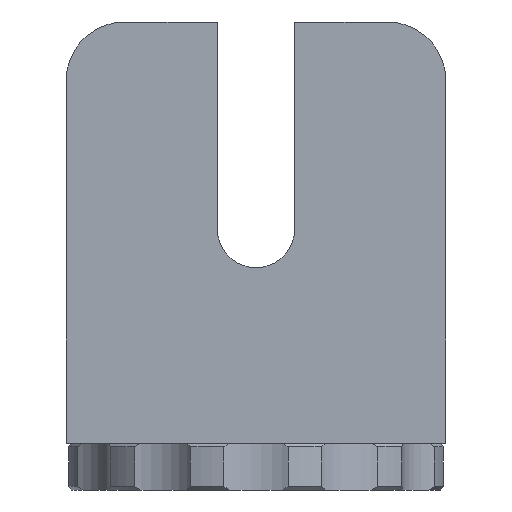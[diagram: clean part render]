
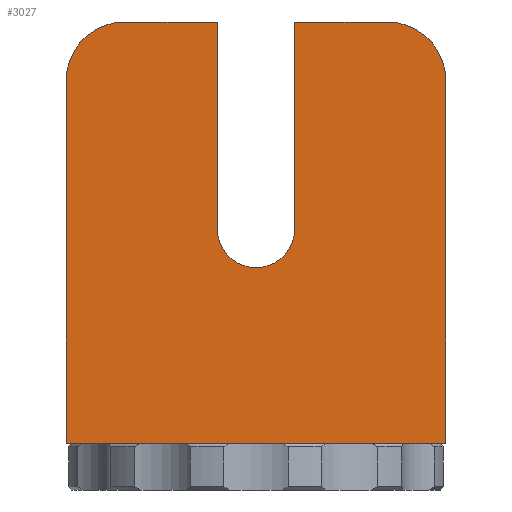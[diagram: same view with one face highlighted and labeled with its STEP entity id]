
A CAD part, front view. The second image highlights one B-rep face of the part: STEP entity #3027.
In plain terms, the highlighted planar face has unit normal (0, -1, 0).
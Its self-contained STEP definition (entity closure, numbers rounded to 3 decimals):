
#75 = CARTESIAN_POINT ( 'NONE',  ( -11.225, 0., 31. ) ) ;
#79 = CARTESIAN_POINT ( 'NONE',  ( -16.225, 0., 31. ) ) ;
#156 = EDGE_CURVE ( 'NONE', #1958, #2681, #4790, .T. ) ;
#178 = LINE ( 'NONE', #472, #3942 ) ;
#217 = ORIENTED_EDGE ( 'NONE', *, *, #1335, .F. ) ;
#236 = CARTESIAN_POINT ( 'NONE',  ( 16.225, 0., 36. ) ) ;
#249 = ORIENTED_EDGE ( 'NONE', *, *, #281, .F. ) ;
#273 = CARTESIAN_POINT ( 'NONE',  ( -16.225, 0., 36. ) ) ;
#281 = EDGE_CURVE ( 'NONE', #4905, #4220, #3476, .T. ) ;
#332 = DIRECTION ( 'NONE',  ( -1., 0., 0. ) ) ;
#351 = EDGE_CURVE ( 'NONE', #3604, #1625, #1090, .T. ) ;
#419 = ORIENTED_EDGE ( 'NONE', *, *, #351, .T. ) ;
#472 = CARTESIAN_POINT ( 'NONE',  ( -3.3, 0., 18.3 ) ) ;
#578 = CIRCLE ( 'NONE', #1582, 5. ) ;
#740 = DIRECTION ( 'NONE',  ( 0., -1., 0. ) ) ;
#784 = AXIS2_PLACEMENT_3D ( 'NONE', #75, #1964, #4657 ) ;
#794 = ORIENTED_EDGE ( 'NONE', *, *, #1882, .T. ) ;
#919 = ORIENTED_EDGE ( 'NONE', *, *, #2882, .T. ) ;
#960 = VECTOR ( 'NONE', #3122, 1000. ) ;
#964 = CARTESIAN_POINT ( 'NONE',  ( 16.225, 0., 0. ) ) ;
#1050 = ORIENTED_EDGE ( 'NONE', *, *, #4144, .T. ) ;
#1066 = DIRECTION ( 'NONE',  ( 0., 1., 0. ) ) ;
#1090 = CIRCLE ( 'NONE', #784, 5. ) ;
#1162 = CARTESIAN_POINT ( 'NONE',  ( 11.225, 0., 31. ) ) ;
#1193 = VERTEX_POINT ( 'NONE', #3880 ) ;
#1195 = EDGE_CURVE ( 'NONE', #1193, #3505, #3897, .T. ) ;
#1267 = EDGE_CURVE ( 'NONE', #4830, #4220, #1896, .T. ) ;
#1335 = EDGE_CURVE ( 'NONE', #3604, #3067, #3657, .T. ) ;
#1428 = CARTESIAN_POINT ( 'NONE',  ( 3.3, 0., 36. ) ) ;
#1451 = DIRECTION ( 'NONE',  ( 0., 0., -1. ) ) ;
#1467 = LINE ( 'NONE', #1428, #2921 ) ;
#1493 = CARTESIAN_POINT ( 'NONE',  ( 16.225, 0., 36. ) ) ;
#1582 = AXIS2_PLACEMENT_3D ( 'NONE', #1162, #740, #2627 ) ;
#1625 = VERTEX_POINT ( 'NONE', #79 ) ;
#1645 = AXIS2_PLACEMENT_3D ( 'NONE', #1493, #2960, #332 ) ;
#1784 = AXIS2_PLACEMENT_3D ( 'NONE', #4062, #1066, #2939 ) ;
#1810 = VECTOR ( 'NONE', #4398, 1000. ) ;
#1882 = EDGE_CURVE ( 'NONE', #1625, #4830, #3910, .T. ) ;
#1896 = LINE ( 'NONE', #964, #2156 ) ;
#1903 = ORIENTED_EDGE ( 'NONE', *, *, #2781, .T. ) ;
#1958 = VERTEX_POINT ( 'NONE', #4454 ) ;
#1960 = DIRECTION ( 'NONE',  ( 0., 0., 1. ) ) ;
#1964 = DIRECTION ( 'NONE',  ( 0., -1., 0. ) ) ;
#2156 = VECTOR ( 'NONE', #3235, 1000. ) ;
#2264 = VECTOR ( 'NONE', #2450, 1000. ) ;
#2285 = CARTESIAN_POINT ( 'NONE',  ( -16.225, 0., 0. ) ) ;
#2401 = CARTESIAN_POINT ( 'NONE',  ( 16.225, 0., 31. ) ) ;
#2450 = DIRECTION ( 'NONE',  ( 1., 0., 0. ) ) ;
#2476 = ORIENTED_EDGE ( 'NONE', *, *, #1195, .F. ) ;
#2627 = DIRECTION ( 'NONE',  ( -1., 0., 0. ) ) ;
#2681 = VERTEX_POINT ( 'NONE', #4639 ) ;
#2710 = VECTOR ( 'NONE', #3768, 1000. ) ;
#2779 = CARTESIAN_POINT ( 'NONE',  ( 16.225, 0., 36. ) ) ;
#2781 = EDGE_CURVE ( 'NONE', #1193, #1958, #1467, .T. ) ;
#2882 = EDGE_CURVE ( 'NONE', #4905, #3505, #578, .T. ) ;
#2921 = VECTOR ( 'NONE', #1451, 1000. ) ;
#2939 = DIRECTION ( 'NONE',  ( -1., 0., 0. ) ) ;
#2960 = DIRECTION ( 'NONE',  ( 0., 1., 0. ) ) ;
#3021 = FACE_OUTER_BOUND ( 'NONE', #3850, .T. ) ;
#3027 = ADVANCED_FACE ( 'NONE', ( #3021 ), #4837, .F. ) ;
#3030 = CARTESIAN_POINT ( 'NONE',  ( 16.225, 0., 36. ) ) ;
#3067 = VERTEX_POINT ( 'NONE', #4505 ) ;
#3122 = DIRECTION ( 'NONE',  ( 1., 0., 0. ) ) ;
#3235 = DIRECTION ( 'NONE',  ( 1., 0., 0. ) ) ;
#3238 = CARTESIAN_POINT ( 'NONE',  ( 11.225, 0., 36. ) ) ;
#3295 = ORIENTED_EDGE ( 'NONE', *, *, #156, .T. ) ;
#3476 = LINE ( 'NONE', #3030, #2710 ) ;
#3505 = VERTEX_POINT ( 'NONE', #3238 ) ;
#3604 = VERTEX_POINT ( 'NONE', #3760 ) ;
#3657 = LINE ( 'NONE', #236, #2264 ) ;
#3710 = ORIENTED_EDGE ( 'NONE', *, *, #1267, .T. ) ;
#3760 = CARTESIAN_POINT ( 'NONE',  ( -11.225, 0., 36. ) ) ;
#3768 = DIRECTION ( 'NONE',  ( 0., 0., -1. ) ) ;
#3850 = EDGE_LOOP ( 'NONE', ( #217, #419, #794, #3710, #249, #919, #2476, #1903, #3295, #1050 ) ) ;
#3880 = CARTESIAN_POINT ( 'NONE',  ( 3.3, 0., 36. ) ) ;
#3897 = LINE ( 'NONE', #2779, #960 ) ;
#3910 = LINE ( 'NONE', #273, #1810 ) ;
#3942 = VECTOR ( 'NONE', #1960, 1000. ) ;
#4062 = CARTESIAN_POINT ( 'NONE',  ( 0., 0., 18.3 ) ) ;
#4144 = EDGE_CURVE ( 'NONE', #2681, #3067, #178, .T. ) ;
#4220 = VERTEX_POINT ( 'NONE', #4249 ) ;
#4249 = CARTESIAN_POINT ( 'NONE',  ( 16.225, 0., 0. ) ) ;
#4398 = DIRECTION ( 'NONE',  ( 0., 0., -1. ) ) ;
#4454 = CARTESIAN_POINT ( 'NONE',  ( 3.3, 0., 18.3 ) ) ;
#4505 = CARTESIAN_POINT ( 'NONE',  ( -3.3, 0., 36. ) ) ;
#4639 = CARTESIAN_POINT ( 'NONE',  ( -3.3, 0., 18.3 ) ) ;
#4657 = DIRECTION ( 'NONE',  ( -1., 0., 0. ) ) ;
#4790 = CIRCLE ( 'NONE', #1784, 3.3 ) ;
#4830 = VERTEX_POINT ( 'NONE', #2285 ) ;
#4837 = PLANE ( 'NONE',  #1645 ) ;
#4905 = VERTEX_POINT ( 'NONE', #2401 ) ;
